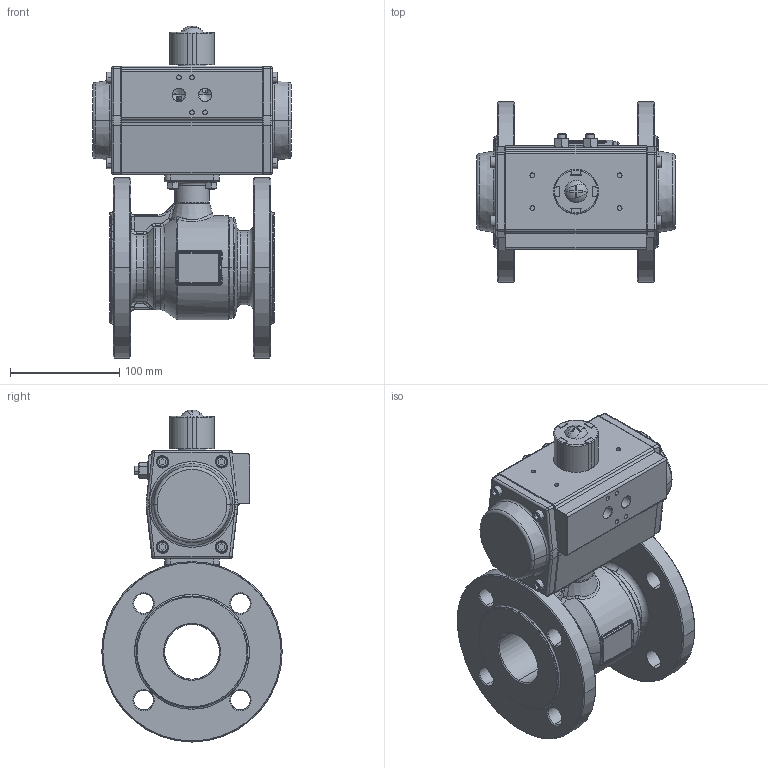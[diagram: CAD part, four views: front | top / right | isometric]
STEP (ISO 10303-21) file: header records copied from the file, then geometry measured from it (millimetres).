
FILE_DESCRIPTION(('HOOPS Exchange Step'),'2;1');
FILE_NAME('PK0401_DN50.stp','2025-04-09T11:02:02+02:00',('nieru'),('Unknown organisation'),'HOOPS Exchange 2024.2','HOOPS Exchange','Unknown authorisation');
FILE_SCHEMA( ('AP203_CONFIGURATION_CONTROLLED_3D_DESIGN_OF_MECHANICAL_PARTS_AND_ASSEMBLIES_MIM_LF') );
Length unit declared in the file: millimetre
Products named in the file (4): 0; root
Assembly tree (3 placements, depth 3):
  root
    0
      0
      0
Bounding box: 182 x 165 x 303.65 mm (x, y, z)
Volume: 818963 mm3; surface area: 331492.7 mm2
Topology: 33 solids, 1163 shells, 2145 faces, 7703 edges, 6705 vertices
Faces by surface type: cylinder 738, plane 529, bspline 358, torus 316, cone 152, sphere 52
Full cylindrical faces by diameter (mm): 6.8 x1
Entity records: 168351 total; most frequent: CARTESIAN_POINT 105161, DIRECTION 11772, ORIENTED_EDGE 9935, EDGE_CURVE 7604, VERTEX_POINT 6707, AXIS2_PLACEMENT_3D 4599, CIRCLE 2626, VECTOR 2574
